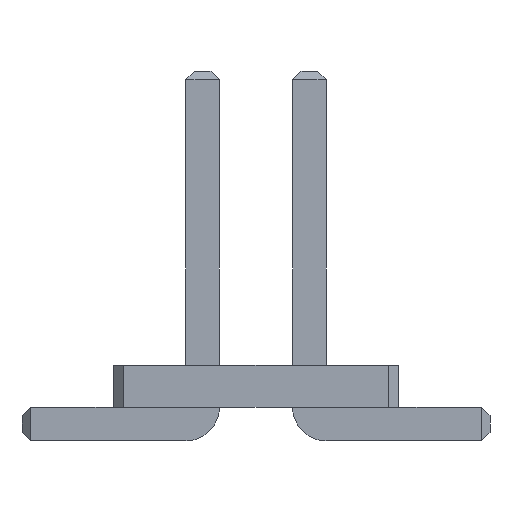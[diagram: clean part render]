
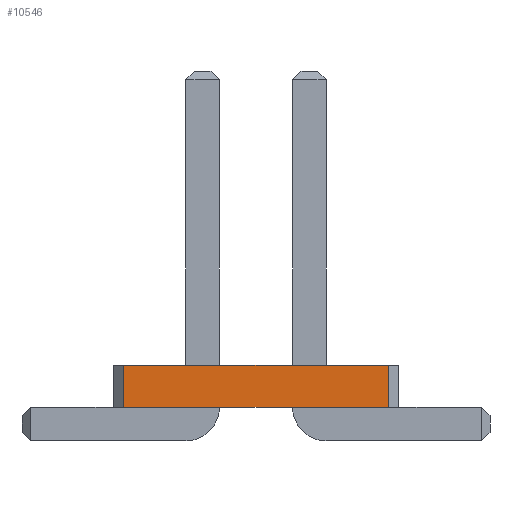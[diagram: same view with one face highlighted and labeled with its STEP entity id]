
A CAD part, front view. The second image highlights one B-rep face of the part: STEP entity #10546.
In plain terms, the highlighted planar face has unit normal (0, -1, 0).
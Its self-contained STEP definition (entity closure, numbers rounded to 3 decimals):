
#1934 = VERTEX_POINT('',#1935);
#1935 = CARTESIAN_POINT('',(1.573,-15.875,0.4));
#1941 = EDGE_CURVE('',#1942,#1934,#1944,.T.);
#1942 = VERTEX_POINT('',#1943);
#1943 = CARTESIAN_POINT('',(-1.573,-15.875,0.4));
#1944 = LINE('',#1945,#1946);
#1945 = CARTESIAN_POINT('',(-1.573,-15.875,0.4));
#1946 = VECTOR('',#1947,1.);
#1947 = DIRECTION('',(1.,0.,0.));
#4326 = VERTEX_POINT('',#4327);
#4327 = CARTESIAN_POINT('',(1.573,-15.875,0.9));
#4333 = EDGE_CURVE('',#4334,#4326,#4336,.T.);
#4334 = VERTEX_POINT('',#4335);
#4335 = CARTESIAN_POINT('',(-1.573,-15.875,0.9));
#4336 = LINE('',#4337,#4338);
#4337 = CARTESIAN_POINT('',(-1.573,-15.875,0.9));
#4338 = VECTOR('',#4339,1.);
#4339 = DIRECTION('',(1.,0.,0.));
#10535 = EDGE_CURVE('',#1942,#4334,#10536,.T.);
#10536 = LINE('',#10537,#10538);
#10537 = CARTESIAN_POINT('',(-1.573,-15.875,0.4));
#10538 = VECTOR('',#10539,1.);
#10539 = DIRECTION('',(0.,0.,1.));
#10546 = ADVANCED_FACE('',(#10547),#10558,.F.);
#10547 = FACE_BOUND('',#10548,.F.);
#10548 = EDGE_LOOP('',(#10549,#10550,#10551,#10557));
#10549 = ORIENTED_EDGE('',*,*,#10535,.T.);
#10550 = ORIENTED_EDGE('',*,*,#4333,.T.);
#10551 = ORIENTED_EDGE('',*,*,#10552,.F.);
#10552 = EDGE_CURVE('',#1934,#4326,#10553,.T.);
#10553 = LINE('',#10554,#10555);
#10554 = CARTESIAN_POINT('',(1.573,-15.875,0.4));
#10555 = VECTOR('',#10556,1.);
#10556 = DIRECTION('',(0.,0.,1.));
#10557 = ORIENTED_EDGE('',*,*,#1941,.F.);
#10558 = PLANE('',#10559);
#10559 = AXIS2_PLACEMENT_3D('',#10560,#10561,#10562);
#10560 = CARTESIAN_POINT('',(-1.573,-15.875,0.4));
#10561 = DIRECTION('',(0.,1.,0.));
#10562 = DIRECTION('',(1.,0.,0.));
